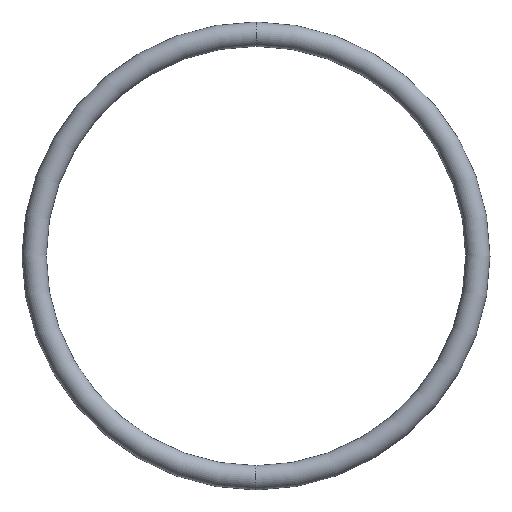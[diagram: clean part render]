
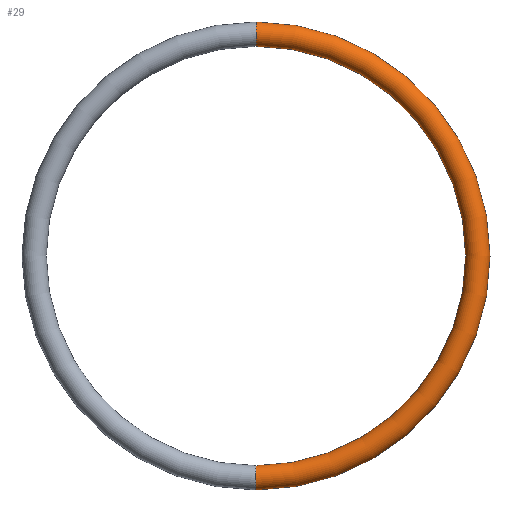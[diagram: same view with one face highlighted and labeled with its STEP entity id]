
A CAD part, left-side view. The second image highlights one B-rep face of the part: STEP entity #29.
In plain terms, the highlighted toroidal (fillet/blend) face has major radius 18.542 mm and minor radius 1.016 mm.
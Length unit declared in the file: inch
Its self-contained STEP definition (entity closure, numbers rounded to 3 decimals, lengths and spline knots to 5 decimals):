
#1 = EDGE_CURVE ( 'NONE', #30, #25, #34, .T. ) ;
#10 = EDGE_CURVE ( 'NONE', #33, #13, #47, .T. ) ;
#12 = EDGE_CURVE ( 'NONE', #13, #25, #129, .T. ) ;
#13 = VERTEX_POINT ( 'NONE', #178 ) ;
#17 = ORIENTED_EDGE ( 'NONE', *, *, #1, .F. ) ;
#21 = ORIENTED_EDGE ( 'NONE', *, *, #10, .T. ) ;
#22 = ORIENTED_EDGE ( 'NONE', *, *, #12, .T. ) ;
#25 = VERTEX_POINT ( 'NONE', #133 ) ;
#28 = EDGE_LOOP ( 'NONE', ( #32, #21, #22, #17 ) ) ;
#29 = ADVANCED_FACE ( 'NONE', ( #185 ), #54, .T. ) ;
#30 = VERTEX_POINT ( 'NONE', #72 ) ;
#31 = EDGE_CURVE ( 'NONE', #33, #30, #106, .T. ) ;
#32 = ORIENTED_EDGE ( 'NONE', *, *, #31, .F. ) ;
#33 = VERTEX_POINT ( 'NONE', #127 ) ;
#34 = CIRCLE ( 'NONE', #175, 0.69 ) ;
#44 = CARTESIAN_POINT ( 'NONE',  ( 0.1, 0., 0. ) ) ;
#45 = DIRECTION ( 'NONE',  ( -1., 0., 0. ) ) ;
#46 = AXIS2_PLACEMENT_3D ( 'NONE', #44, #45, #131 ) ;
#47 = CIRCLE ( 'NONE', #46, 0.77 ) ;
#54 = TOROIDAL_SURFACE ( 'NONE', #71, 0.73, 0.04 ) ;
#68 = DIRECTION ( 'NONE',  ( 0., 0., 1. ) ) ;
#69 = DIRECTION ( 'NONE',  ( -1., 0., 0. ) ) ;
#70 = CARTESIAN_POINT ( 'NONE',  ( 0.1, 0., 0. ) ) ;
#71 = AXIS2_PLACEMENT_3D ( 'NONE', #70, #69, #68 ) ;
#72 = CARTESIAN_POINT ( 'NONE',  ( 0.1, 0., -0.69 ) ) ;
#103 = DIRECTION ( 'NONE',  ( 0., 1., 0. ) ) ;
#104 = CARTESIAN_POINT ( 'NONE',  ( 0.1, 0., -0.73 ) ) ;
#105 = AXIS2_PLACEMENT_3D ( 'NONE', #104, #103, #128 ) ;
#106 = CIRCLE ( 'NONE', #105, 0.04 ) ;
#127 = CARTESIAN_POINT ( 'NONE',  ( 0.1, 0., -0.77 ) ) ;
#128 = DIRECTION ( 'NONE',  ( 0., 0., 1. ) ) ;
#129 = CIRCLE ( 'NONE', #191, 0.04 ) ;
#131 = DIRECTION ( 'NONE',  ( 0., 0., 1. ) ) ;
#133 = CARTESIAN_POINT ( 'NONE',  ( 0.1, 0., 0.69 ) ) ;
#158 = CARTESIAN_POINT ( 'NONE',  ( 0.1, 0., 0. ) ) ;
#159 = DIRECTION ( 'NONE',  ( -1., 0., 0. ) ) ;
#160 = DIRECTION ( 'NONE',  ( 0., 0., 1. ) ) ;
#175 = AXIS2_PLACEMENT_3D ( 'NONE', #158, #159, #160 ) ;
#178 = CARTESIAN_POINT ( 'NONE',  ( 0.1, 0., 0.77 ) ) ;
#185 = FACE_OUTER_BOUND ( 'NONE', #28, .T. ) ;
#188 = DIRECTION ( 'NONE',  ( 0., 0., -1. ) ) ;
#189 = DIRECTION ( 'NONE',  ( 0., -1., 0. ) ) ;
#190 = CARTESIAN_POINT ( 'NONE',  ( 0.1, 0., 0.73 ) ) ;
#191 = AXIS2_PLACEMENT_3D ( 'NONE', #190, #189, #188 ) ;
